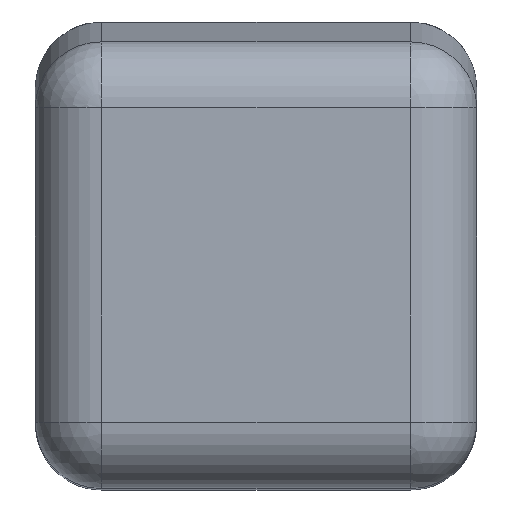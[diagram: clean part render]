
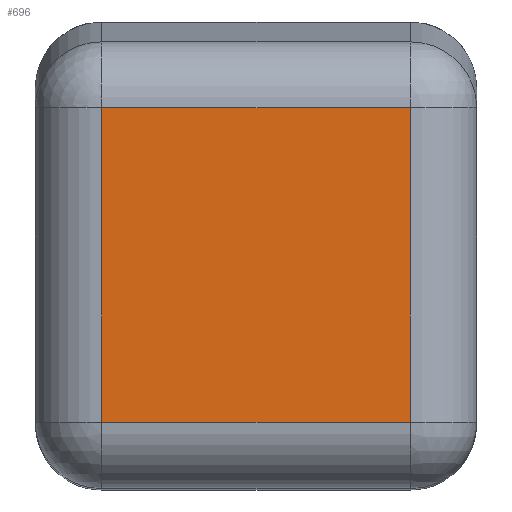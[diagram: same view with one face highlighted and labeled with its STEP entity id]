
A CAD part, top view. The second image highlights one B-rep face of the part: STEP entity #696.
In plain terms, the highlighted planar face has unit normal (0, 0, 1).
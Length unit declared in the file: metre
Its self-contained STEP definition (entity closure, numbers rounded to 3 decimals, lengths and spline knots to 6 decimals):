
#54 = AXIS2_PLACEMENT_3D ( 'NONE', #423, #927, #108 ) ;
#62 = LINE ( 'NONE', #133, #920 ) ;
#65 = ORIENTED_EDGE ( 'NONE', *, *, #970, .T. ) ;
#71 = PLANE ( 'NONE',  #54 ) ;
#90 = VECTOR ( 'NONE', #718, 1. ) ;
#108 = DIRECTION ( 'NONE',  ( 0., 1., 0. ) ) ;
#133 = CARTESIAN_POINT ( 'NONE',  ( -1.5, 1.087651, -1. ) ) ;
#176 = VECTOR ( 'NONE', #341, 1. ) ;
#209 = CARTESIAN_POINT ( 'NONE',  ( -1.05, 1.087651, -1. ) ) ;
#228 = EDGE_CURVE ( 'NONE', #904, #775, #288, .T. ) ;
#230 = ORIENTED_EDGE ( 'NONE', *, *, #1067, .T. ) ;
#288 = LINE ( 'NONE', #1032, #90 ) ;
#323 = ORIENTED_EDGE ( 'NONE', *, *, #759, .T. ) ;
#341 = DIRECTION ( 'NONE',  ( 1., 0., 0. ) ) ;
#356 = DIRECTION ( 'NONE',  ( 0., 1., 0. ) ) ;
#377 = CARTESIAN_POINT ( 'NONE',  ( 1.05, 1.5, -1. ) ) ;
#410 = VERTEX_POINT ( 'NONE', #1057 ) ;
#423 = CARTESIAN_POINT ( 'NONE',  ( -1.5, -1.5, -1. ) ) ;
#454 = LINE ( 'NONE', #377, #536 ) ;
#478 = FACE_OUTER_BOUND ( 'NONE', #1036, .T. ) ;
#480 = VERTEX_POINT ( 'NONE', #823 ) ;
#509 = CARTESIAN_POINT ( 'NONE',  ( -1.5, -1.05, -1. ) ) ;
#536 = VECTOR ( 'NONE', #356, 1. ) ;
#696 = ADVANCED_FACE ( 'NONE', ( #478 ), #71, .F. ) ;
#718 = DIRECTION ( 'NONE',  ( 0., -1., 0. ) ) ;
#759 = EDGE_CURVE ( 'NONE', #775, #410, #774, .T. ) ;
#770 = CARTESIAN_POINT ( 'NONE',  ( -1.05, -1.05, -1. ) ) ;
#774 = LINE ( 'NONE', #509, #176 ) ;
#775 = VERTEX_POINT ( 'NONE', #770 ) ;
#819 = ORIENTED_EDGE ( 'NONE', *, *, #228, .T. ) ;
#823 = CARTESIAN_POINT ( 'NONE',  ( 1.05, 1.087651, -1. ) ) ;
#904 = VERTEX_POINT ( 'NONE', #209 ) ;
#920 = VECTOR ( 'NONE', #961, 1. ) ;
#927 = DIRECTION ( 'NONE',  ( 0., 0., -1. ) ) ;
#961 = DIRECTION ( 'NONE',  ( -1., 0., 0. ) ) ;
#970 = EDGE_CURVE ( 'NONE', #480, #904, #62, .T. ) ;
#1032 = CARTESIAN_POINT ( 'NONE',  ( -1.05, -1.5, -1. ) ) ;
#1036 = EDGE_LOOP ( 'NONE', ( #819, #323, #230, #65 ) ) ;
#1057 = CARTESIAN_POINT ( 'NONE',  ( 1.05, -1.05, -1. ) ) ;
#1067 = EDGE_CURVE ( 'NONE', #410, #480, #454, .T. ) ;
